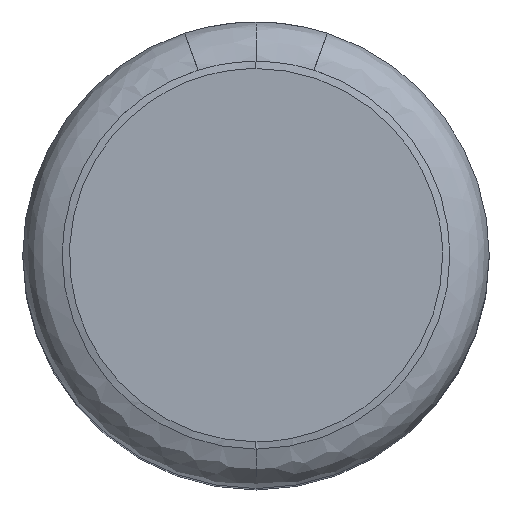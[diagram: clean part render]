
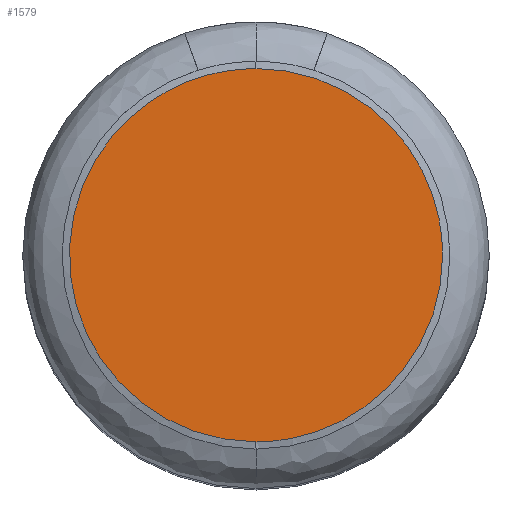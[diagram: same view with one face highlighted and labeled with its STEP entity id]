
A CAD part, top view. The second image highlights one B-rep face of the part: STEP entity #1579.
In plain terms, the highlighted planar face has unit normal (0, 0, 1).
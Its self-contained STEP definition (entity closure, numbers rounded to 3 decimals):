
#1511 = VERTEX_POINT ( 'NONE', #7011 ) ;
#1513 = VERTEX_POINT ( 'NONE', #7034 ) ;
#1522 = ORIENTED_EDGE ( 'NONE', *, *, #1578, .F. ) ;
#1571 = EDGE_LOOP ( 'NONE', ( #1581, #1580, #1522 ) ) ;
#1576 = EDGE_CURVE ( 'NONE', #1513, #1600, #7266, .T. ) ;
#1578 = EDGE_CURVE ( 'NONE', #1600, #1511, #7445, .T. ) ;
#1579 = ADVANCED_FACE ( 'NONE', ( #7269 ), #7277, .T. ) ;
#1580 = ORIENTED_EDGE ( 'NONE', *, *, #1591, .F. ) ;
#1581 = ORIENTED_EDGE ( 'NONE', *, *, #1576, .F. ) ;
#1591 = EDGE_CURVE ( 'NONE', #1511, #1513, #7367, .T. ) ;
#1600 = VERTEX_POINT ( 'NONE', #7333 ) ;
#7011 = CARTESIAN_POINT ( 'NONE',  ( -205.238, -101.448, 9.88 ) ) ;
#7034 = CARTESIAN_POINT ( 'NONE',  ( -205.238, -93.448, 9.88 ) ) ;
#7266 =( BOUNDED_CURVE ( )  B_SPLINE_CURVE ( 3, ( #7453, #7452, #7451, #7450 ),
 .UNSPECIFIED., .F., .T. ) 
 B_SPLINE_CURVE_WITH_KNOTS ( ( 4, 4 ),
 ( 0., 1. ),
 .UNSPECIFIED. ) 
 CURVE ( )  GEOMETRIC_REPRESENTATION_ITEM ( )  RATIONAL_B_SPLINE_CURVE ( ( 1., 0.805, 0.805, 1. ) ) 
 REPRESENTATION_ITEM ( '' )  );
#7269 = FACE_OUTER_BOUND ( 'NONE', #1571, .T. ) ;
#7277 = PLANE ( 'NONE',  #7447 ) ;
#7312 = DIRECTION ( 'NONE',  ( 1., 0., 0. ) ) ;
#7313 = DIRECTION ( 'NONE',  ( 0., 0., 1. ) ) ;
#7314 = CARTESIAN_POINT ( 'NONE',  ( -203.238, -97.448, 9.88 ) ) ;
#7333 = CARTESIAN_POINT ( 'NONE',  ( -201.238, -97.448, 9.88 ) ) ;
#7345 = CARTESIAN_POINT ( 'NONE',  ( -205.238, -93.448, 9.88 ) ) ;
#7346 = CARTESIAN_POINT ( 'NONE',  ( -213.238, -93.448, 9.88 ) ) ;
#7347 = CARTESIAN_POINT ( 'NONE',  ( -213.238, -101.448, 9.88 ) ) ;
#7348 = CARTESIAN_POINT ( 'NONE',  ( -205.238, -101.448, 9.88 ) ) ;
#7367 =( BOUNDED_CURVE ( )  B_SPLINE_CURVE ( 3, ( #7348, #7347, #7346, #7345 ),
 .UNSPECIFIED., .F., .T. ) 
 B_SPLINE_CURVE_WITH_KNOTS ( ( 4, 4 ),
 ( 0., 1. ),
 .UNSPECIFIED. ) 
 CURVE ( )  GEOMETRIC_REPRESENTATION_ITEM ( )  RATIONAL_B_SPLINE_CURVE ( ( 1., 0.333, 0.333, 1. ) ) 
 REPRESENTATION_ITEM ( '' )  );
#7440 = CARTESIAN_POINT ( 'NONE',  ( -205.238, -101.448, 9.88 ) ) ;
#7441 = CARTESIAN_POINT ( 'NONE',  ( -202.895, -101.448, 9.88 ) ) ;
#7442 = CARTESIAN_POINT ( 'NONE',  ( -201.238, -99.791, 9.88 ) ) ;
#7443 = CARTESIAN_POINT ( 'NONE',  ( -201.238, -97.448, 9.88 ) ) ;
#7445 =( BOUNDED_CURVE ( )  B_SPLINE_CURVE ( 3, ( #7443, #7442, #7441, #7440 ),
 .UNSPECIFIED., .F., .F. ) 
 B_SPLINE_CURVE_WITH_KNOTS ( ( 4, 4 ),
 ( 0., 1. ),
 .UNSPECIFIED. ) 
 CURVE ( )  GEOMETRIC_REPRESENTATION_ITEM ( )  RATIONAL_B_SPLINE_CURVE ( ( 1., 0.805, 0.805, 1. ) ) 
 REPRESENTATION_ITEM ( '' )  );
#7447 = AXIS2_PLACEMENT_3D ( 'NONE', #7314, #7313, #7312 ) ;
#7450 = CARTESIAN_POINT ( 'NONE',  ( -201.238, -97.448, 9.88 ) ) ;
#7451 = CARTESIAN_POINT ( 'NONE',  ( -201.238, -95.105, 9.88 ) ) ;
#7452 = CARTESIAN_POINT ( 'NONE',  ( -202.895, -93.448, 9.88 ) ) ;
#7453 = CARTESIAN_POINT ( 'NONE',  ( -205.238, -93.448, 9.88 ) ) ;
